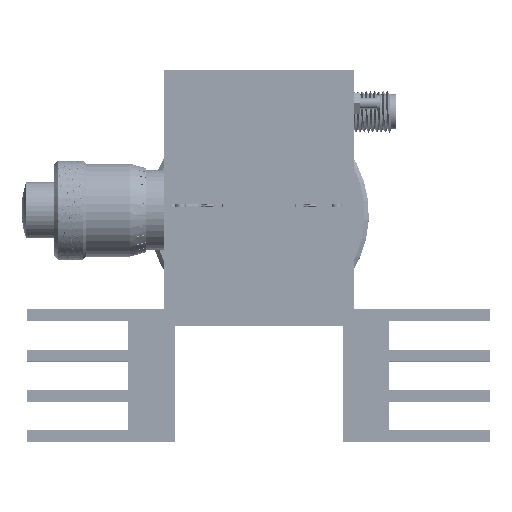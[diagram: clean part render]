
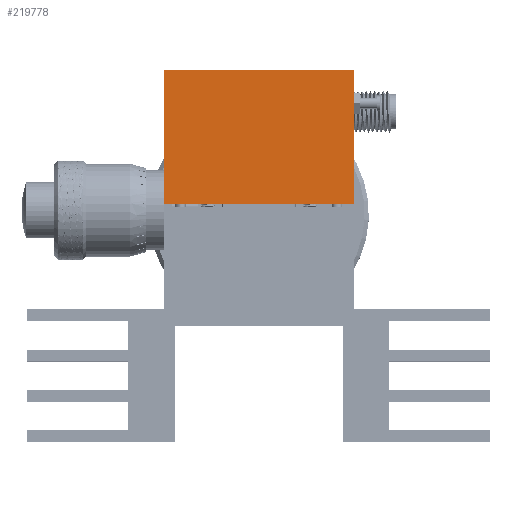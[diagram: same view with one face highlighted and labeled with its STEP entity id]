
A CAD part, top view. The second image highlights one B-rep face of the part: STEP entity #219778.
In plain terms, the highlighted planar face has unit normal (0, 0, 1).
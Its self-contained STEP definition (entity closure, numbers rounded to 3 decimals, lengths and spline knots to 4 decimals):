
#2568 = CARTESIAN_POINT ( 'NONE',  ( -0.6635, 1.2168, 0.8057 ) ) ;
#4317 = AXIS2_PLACEMENT_3D ( 'NONE', #192496, #211226, #144653 ) ;
#4632 = LINE ( 'NONE', #50154, #135839 ) ;
#5206 = VERTEX_POINT ( 'NONE', #2568 ) ;
#10312 = CARTESIAN_POINT ( 'NONE',  ( -1.7935, 0.4168, 0.8057 ) ) ;
#18010 = LINE ( 'NONE', #103830, #39374 ) ;
#21286 = VERTEX_POINT ( 'NONE', #10312 ) ;
#39374 = VECTOR ( 'NONE', #139083, 39.3701 ) ;
#42765 = VECTOR ( 'NONE', #202099, 39.3701 ) ;
#42995 = EDGE_CURVE ( 'NONE', #93791, #5206, #204075, .T. ) ;
#50154 = CARTESIAN_POINT ( 'NONE',  ( -0.6635, 1.2168, 0.8057 ) ) ;
#51347 = VECTOR ( 'NONE', #53833, 39.3701 ) ;
#53833 = DIRECTION ( 'NONE',  ( 1., 0., 0. ) ) ;
#54865 = FACE_OUTER_BOUND ( 'NONE', #186033, .T. ) ;
#56028 = LINE ( 'NONE', #135525, #42765 ) ;
#62175 = EDGE_CURVE ( 'NONE', #5206, #70273, #4632, .T. ) ;
#70273 = VERTEX_POINT ( 'NONE', #72523 ) ;
#72523 = CARTESIAN_POINT ( 'NONE',  ( -0.6635, 0.4168, 0.8057 ) ) ;
#93791 = VERTEX_POINT ( 'NONE', #94261 ) ;
#94261 = CARTESIAN_POINT ( 'NONE',  ( -1.7935, 1.2168, 0.8057 ) ) ;
#103830 = CARTESIAN_POINT ( 'NONE',  ( -0.6635, 0.4168, 0.8057 ) ) ;
#107910 = PLANE ( 'NONE',  #4317 ) ;
#124979 = CARTESIAN_POINT ( 'NONE',  ( -0.6635, 1.2168, 0.8057 ) ) ;
#125041 = ORIENTED_EDGE ( 'NONE', *, *, #207622, .T. ) ;
#135525 = CARTESIAN_POINT ( 'NONE',  ( -1.7935, 1.2168, 0.8057 ) ) ;
#135839 = VECTOR ( 'NONE', #169926, 39.3701 ) ;
#139083 = DIRECTION ( 'NONE',  ( 1., 0., 0. ) ) ;
#144653 = DIRECTION ( 'NONE',  ( -1., 0., 0. ) ) ;
#149254 = ORIENTED_EDGE ( 'NONE', *, *, #42995, .F. ) ;
#169926 = DIRECTION ( 'NONE',  ( 0., -1., 0. ) ) ;
#182106 = EDGE_CURVE ( 'NONE', #93791, #21286, #56028, .T. ) ;
#186033 = EDGE_LOOP ( 'NONE', ( #125041, #210035, #149254, #199138 ) ) ;
#192496 = CARTESIAN_POINT ( 'NONE',  ( -0.6635, 1.2168, 0.8057 ) ) ;
#199138 = ORIENTED_EDGE ( 'NONE', *, *, #182106, .T. ) ;
#202099 = DIRECTION ( 'NONE',  ( 0., -1., 0. ) ) ;
#204075 = LINE ( 'NONE', #124979, #51347 ) ;
#207622 = EDGE_CURVE ( 'NONE', #21286, #70273, #18010, .T. ) ;
#210035 = ORIENTED_EDGE ( 'NONE', *, *, #62175, .F. ) ;
#211226 = DIRECTION ( 'NONE',  ( 0., 0., -1. ) ) ;
#219778 = ADVANCED_FACE ( 'NONE', ( #54865 ), #107910, .F. ) ;
